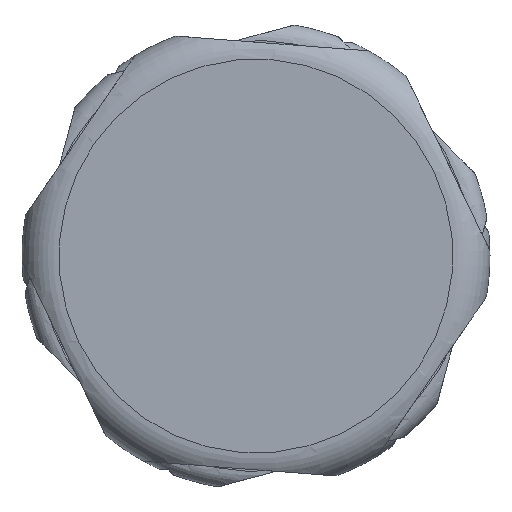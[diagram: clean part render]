
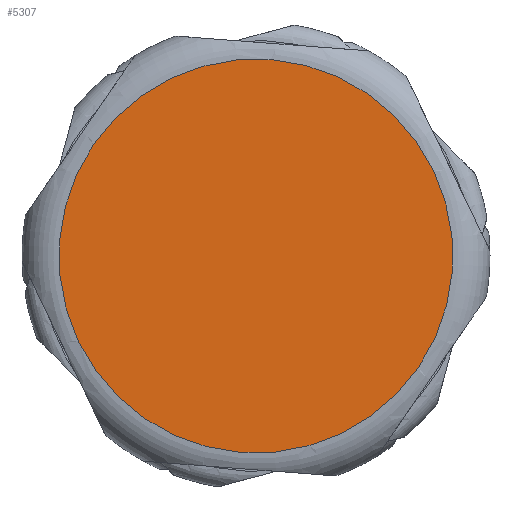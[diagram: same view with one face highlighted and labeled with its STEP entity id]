
A CAD part, left-side view. The second image highlights one B-rep face of the part: STEP entity #5307.
In plain terms, the highlighted planar face has unit normal (-1, 0, 0).
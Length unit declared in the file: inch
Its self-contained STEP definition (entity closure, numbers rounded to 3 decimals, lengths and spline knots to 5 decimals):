
#1143=FACE_OUTER_BOUND('',#1430,.T.);
#1430=EDGE_LOOP('',(#3747,#3748));
#1808=CIRCLE('',#5769,0.83661);
#1809=CIRCLE('',#5770,0.83661);
#2090=VERTEX_POINT('',#8117);
#2091=VERTEX_POINT('',#8118);
#2694=EDGE_CURVE('',#2090,#2091,#1808,.T.);
#2695=EDGE_CURVE('',#2091,#2090,#1809,.T.);
#3747=ORIENTED_EDGE('',*,*,#2694,.T.);
#3748=ORIENTED_EDGE('',*,*,#2695,.T.);
#4868=PLANE('',#5791);
#5307=ADVANCED_FACE('',(#1143),#4868,.T.);
#5769=AXIS2_PLACEMENT_3D('',#8119,#6524,#6525);
#5770=AXIS2_PLACEMENT_3D('',#8120,#6526,#6527);
#5791=AXIS2_PLACEMENT_3D('',#8141,#6568,#6569);
#6524=DIRECTION('center_axis',(-1.,0.,0.));
#6525=DIRECTION('ref_axis',(0.,-0.076,0.997));
#6526=DIRECTION('center_axis',(-1.,0.,0.));
#6527=DIRECTION('ref_axis',(0.,-0.076,0.997));
#6568=DIRECTION('center_axis',(-1.,0.,0.));
#6569=DIRECTION('ref_axis',(0.,-0.076,0.997));
#8117=CARTESIAN_POINT('',(-1.33419,0.83417,0.06392));
#8118=CARTESIAN_POINT('',(-1.33419,0.06392,-0.83417));
#8119=CARTESIAN_POINT('Origin',(-1.33419,0.,
0.));
#8120=CARTESIAN_POINT('Origin',(-1.33419,0.,
0.));
#8141=CARTESIAN_POINT('Origin',(-1.33419,0.6006,0.04602));
